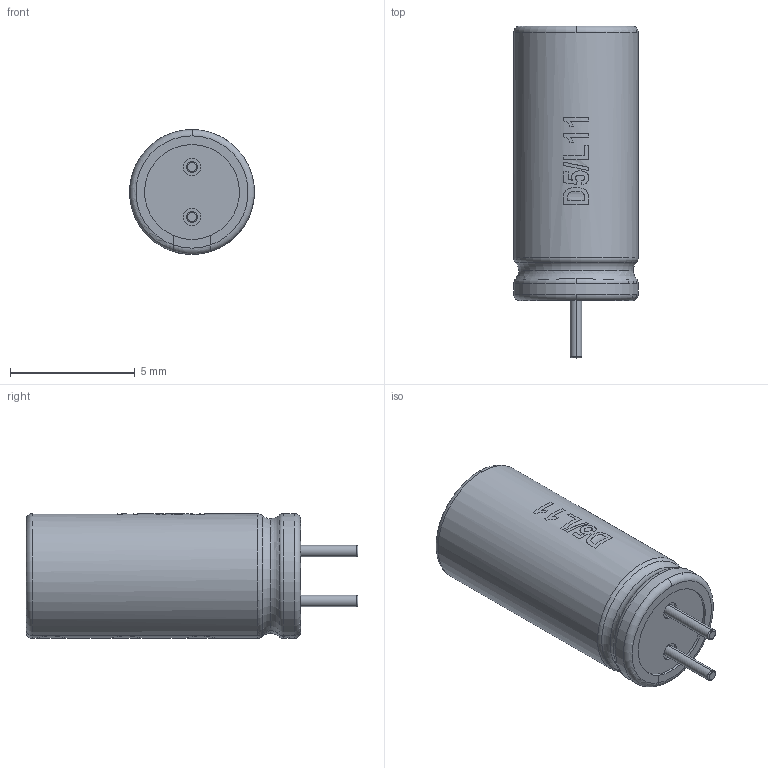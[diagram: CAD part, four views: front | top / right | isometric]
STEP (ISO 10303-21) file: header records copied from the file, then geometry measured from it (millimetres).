
FILE_DESCRIPTION (( 'STEP AP214' ), '1' );
FILE_NAME ('9E1B83C3-87F8-4AD9-84A0-D09DE8E60C14.STEP', '2024-03-25T14:26:38', ( '' ), ( '' ), 'SwSTEP 2.0', 'SolidWorks 2022', '' );
FILE_SCHEMA (( 'AUTOMOTIVE_DESIGN' ));
Length unit declared in the file: millimetre
Products named in the file (1): 9E1B83C3-87F8-4AD9-84A0-D09DE8E60C14
Bounding box: 4.99 x 13.3 x 5 mm (x, y, z)
Volume: 212.8 mm3; surface area: 218.6 mm2
Topology: 1 solids, 1 shells, 92 faces, 242 edges, 163 vertices
Faces by surface type: cylinder 43, torus 39, plane 10
Entity records: 4217 total; most frequent: CARTESIAN_POINT 888, DIRECTION 489, ORIENTED_EDGE 484, EDGE_CURVE 242, AXIS2_PLACEMENT_3D 214, VERTEX_POINT 163, CIRCLE 121, EDGE_LOOP 103
